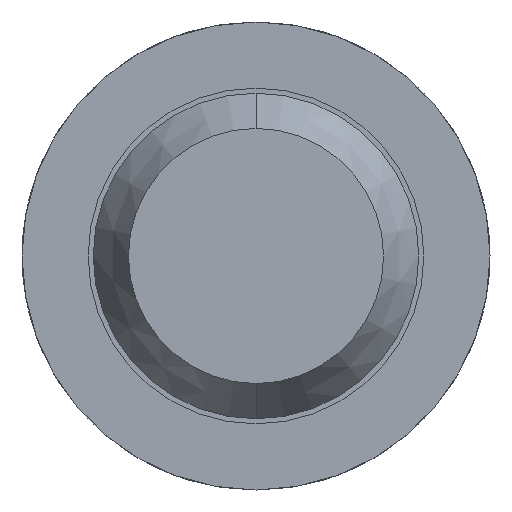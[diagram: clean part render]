
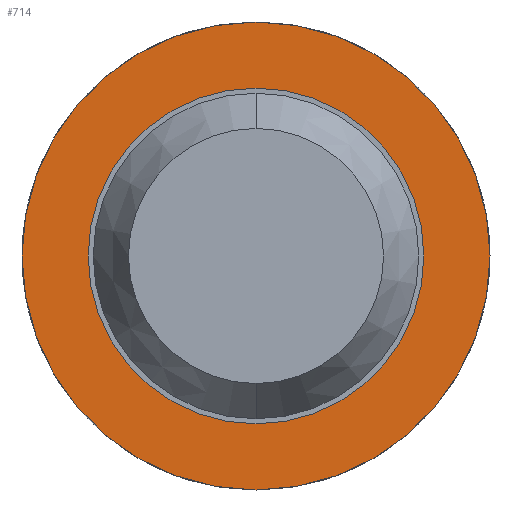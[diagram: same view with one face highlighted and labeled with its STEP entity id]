
A CAD part, front view. The second image highlights one B-rep face of the part: STEP entity #714.
In plain terms, the highlighted planar face has unit normal (0, -1, 0).
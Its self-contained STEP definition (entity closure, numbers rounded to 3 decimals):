
#84 = CARTESIAN_POINT ( 'NONE',  ( 0.825, -1.7, 0. ) ) ;
#85 = CIRCLE ( 'NONE', #2621, 0.825 ) ;
#178 = CARTESIAN_POINT ( 'NONE',  ( 0., -1.7, 0. ) ) ;
#283 = AXIS2_PLACEMENT_3D ( 'NONE', #1522, #2171, #2154 ) ;
#394 = CARTESIAN_POINT ( 'NONE',  ( 0., -1.7, 0. ) ) ;
#475 = EDGE_CURVE ( 'NONE', #3826, #1254, #2121, .T. ) ;
#481 = ORIENTED_EDGE ( 'NONE', *, *, #1486, .T. ) ;
#582 = EDGE_LOOP ( 'NONE', ( #3795, #481 ) ) ;
#593 = FACE_BOUND ( 'NONE', #582, .T. ) ;
#646 = VERTEX_POINT ( 'NONE', #3149 ) ;
#714 = ADVANCED_FACE ( 'NONE', ( #3326, #593 ), #2015, .F. ) ;
#1007 = VERTEX_POINT ( 'NONE', #3705 ) ;
#1026 = EDGE_CURVE ( 'NONE', #1254, #3826, #4033, .T. ) ;
#1068 = DIRECTION ( 'NONE',  ( 0., 1., 0. ) ) ;
#1098 = CARTESIAN_POINT ( 'NONE',  ( 0., -1.7, -1.15 ) ) ;
#1168 = ORIENTED_EDGE ( 'NONE', *, *, #475, .F. ) ;
#1221 = CIRCLE ( 'NONE', #3168, 0.825 ) ;
#1254 = VERTEX_POINT ( 'NONE', #1098 ) ;
#1399 = DIRECTION ( 'NONE',  ( 0., 0., 1. ) ) ;
#1486 = EDGE_CURVE ( 'NONE', #1007, #646, #1221, .T. ) ;
#1500 = CARTESIAN_POINT ( 'NONE',  ( 0., -1.7, 0. ) ) ;
#1522 = CARTESIAN_POINT ( 'NONE',  ( 0., -1.7, 0. ) ) ;
#1596 = DIRECTION ( 'NONE',  ( 0., 0., 1. ) ) ;
#1789 = DIRECTION ( 'NONE',  ( 0., 1., 0. ) ) ;
#1930 = AXIS2_PLACEMENT_3D ( 'NONE', #84, #2326, #1596 ) ;
#2015 = PLANE ( 'NONE',  #1930 ) ;
#2026 = ORIENTED_EDGE ( 'NONE', *, *, #1026, .F. ) ;
#2121 = CIRCLE ( 'NONE', #3343, 1.15 ) ;
#2154 = DIRECTION ( 'NONE',  ( 0., 0., 1. ) ) ;
#2171 = DIRECTION ( 'NONE',  ( 0., 1., 0. ) ) ;
#2255 = EDGE_CURVE ( 'NONE', #646, #1007, #85, .T. ) ;
#2326 = DIRECTION ( 'NONE',  ( 0., 1., 0. ) ) ;
#2442 = DIRECTION ( 'NONE',  ( 0., 1., 0. ) ) ;
#2621 = AXIS2_PLACEMENT_3D ( 'NONE', #1500, #1789, #3711 ) ;
#2709 = DIRECTION ( 'NONE',  ( 0., 0., 1. ) ) ;
#3149 = CARTESIAN_POINT ( 'NONE',  ( 0., -1.7, 0.825 ) ) ;
#3168 = AXIS2_PLACEMENT_3D ( 'NONE', #394, #1068, #1399 ) ;
#3326 = FACE_OUTER_BOUND ( 'NONE', #3897, .T. ) ;
#3343 = AXIS2_PLACEMENT_3D ( 'NONE', #178, #2442, #2709 ) ;
#3399 = CARTESIAN_POINT ( 'NONE',  ( 0., -1.7, 1.15 ) ) ;
#3705 = CARTESIAN_POINT ( 'NONE',  ( 0., -1.7, -0.825 ) ) ;
#3711 = DIRECTION ( 'NONE',  ( 0., 0., 1. ) ) ;
#3795 = ORIENTED_EDGE ( 'NONE', *, *, #2255, .T. ) ;
#3826 = VERTEX_POINT ( 'NONE', #3399 ) ;
#3897 = EDGE_LOOP ( 'NONE', ( #1168, #2026 ) ) ;
#4033 = CIRCLE ( 'NONE', #283, 1.15 ) ;
